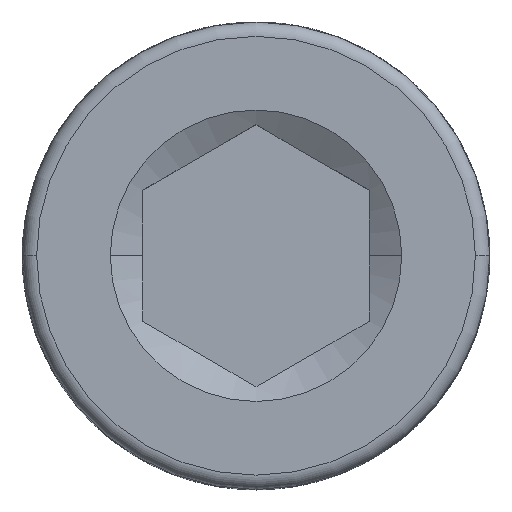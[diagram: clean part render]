
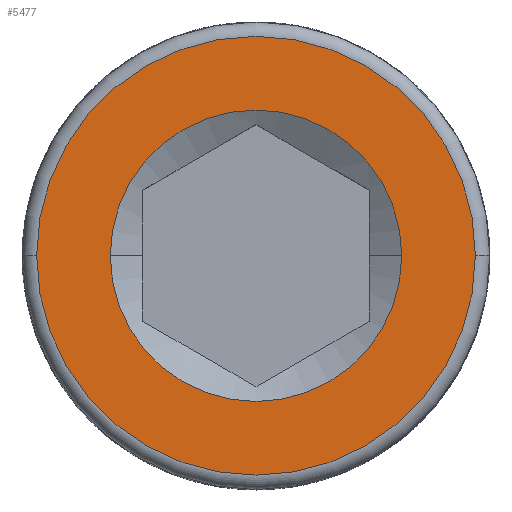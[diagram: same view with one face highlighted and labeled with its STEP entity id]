
A CAD part, top view. The second image highlights one B-rep face of the part: STEP entity #5477.
In plain terms, the highlighted planar face has unit normal (0, 0, 1).
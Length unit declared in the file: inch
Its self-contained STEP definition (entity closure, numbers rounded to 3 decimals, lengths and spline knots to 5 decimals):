
#464 = CARTESIAN_POINT ( 'NONE',  ( 0., 0., 0.237 ) ) ;
#657 = CARTESIAN_POINT ( 'NONE',  ( 0., 0., 0.237 ) ) ;
#673 = CARTESIAN_POINT ( 'NONE',  ( 0., 0., 0.237 ) ) ;
#1148 = ORIENTED_EDGE ( 'NONE', *, *, #3035, .F. ) ;
#1586 = AXIS2_PLACEMENT_3D ( 'NONE', #9589, #12884, #2849 ) ;
#1931 = CIRCLE ( 'NONE', #2051, 0.05018 ) ;
#2051 = AXIS2_PLACEMENT_3D ( 'NONE', #3191, #8761, #2205 ) ;
#2205 = DIRECTION ( 'NONE',  ( 1., 0., 0. ) ) ;
#2849 = DIRECTION ( 'NONE',  ( 1., 0., 0. ) ) ;
#2860 = EDGE_CURVE ( 'NONE', #8620, #14040, #5090, .T. ) ;
#3035 = EDGE_CURVE ( 'NONE', #5384, #11184, #1931, .T. ) ;
#3191 = CARTESIAN_POINT ( 'NONE',  ( 0., 0., 0.237 ) ) ;
#4051 = ORIENTED_EDGE ( 'NONE', *, *, #4317, .F. ) ;
#4262 = FACE_BOUND ( 'NONE', #6556, .T. ) ;
#4317 = EDGE_CURVE ( 'NONE', #14040, #8620, #8546, .T. ) ;
#4440 = AXIS2_PLACEMENT_3D ( 'NONE', #673, #9432, #9532 ) ;
#4963 = DIRECTION ( 'NONE',  ( -1., 0., 0. ) ) ;
#5090 = CIRCLE ( 'NONE', #8801, 0.07555 ) ;
#5384 = VERTEX_POINT ( 'NONE', #7383 ) ;
#5477 = ADVANCED_FACE ( 'NONE', ( #4262, #14412 ), #11698, .T. ) ;
#6556 = EDGE_LOOP ( 'NONE', ( #8357, #1148 ) ) ;
#6635 = EDGE_LOOP ( 'NONE', ( #4051, #12934 ) ) ;
#7383 = CARTESIAN_POINT ( 'NONE',  ( -0.05018, 0., 0.237 ) ) ;
#8357 = ORIENTED_EDGE ( 'NONE', *, *, #11469, .F. ) ;
#8371 = DIRECTION ( 'NONE',  ( 0., 0., -1. ) ) ;
#8546 = CIRCLE ( 'NONE', #12478, 0.07555 ) ;
#8620 = VERTEX_POINT ( 'NONE', #11354 ) ;
#8761 = DIRECTION ( 'NONE',  ( 0., 0., 1. ) ) ;
#8801 = AXIS2_PLACEMENT_3D ( 'NONE', #464, #14026, #4963 ) ;
#9432 = DIRECTION ( 'NONE',  ( 0., 0., 1. ) ) ;
#9532 = DIRECTION ( 'NONE',  ( 1., 0., 0. ) ) ;
#9589 = CARTESIAN_POINT ( 'NONE',  ( 0., 0.07555, 0.237 ) ) ;
#9658 = DIRECTION ( 'NONE',  ( -1., 0., 0. ) ) ;
#9826 = CARTESIAN_POINT ( 'NONE',  ( 0.05018, 0., 0.237 ) ) ;
#11184 = VERTEX_POINT ( 'NONE', #9826 ) ;
#11354 = CARTESIAN_POINT ( 'NONE',  ( 0.07555, 0., 0.237 ) ) ;
#11469 = EDGE_CURVE ( 'NONE', #11184, #5384, #12835, .T. ) ;
#11698 = PLANE ( 'NONE',  #1586 ) ;
#12241 = CARTESIAN_POINT ( 'NONE',  ( -0.07555, 0., 0.237 ) ) ;
#12478 = AXIS2_PLACEMENT_3D ( 'NONE', #657, #8371, #9658 ) ;
#12835 = CIRCLE ( 'NONE', #4440, 0.05018 ) ;
#12884 = DIRECTION ( 'NONE',  ( 0., 0., 1. ) ) ;
#12934 = ORIENTED_EDGE ( 'NONE', *, *, #2860, .F. ) ;
#14026 = DIRECTION ( 'NONE',  ( 0., 0., -1. ) ) ;
#14040 = VERTEX_POINT ( 'NONE', #12241 ) ;
#14412 = FACE_OUTER_BOUND ( 'NONE', #6635, .T. ) ;
